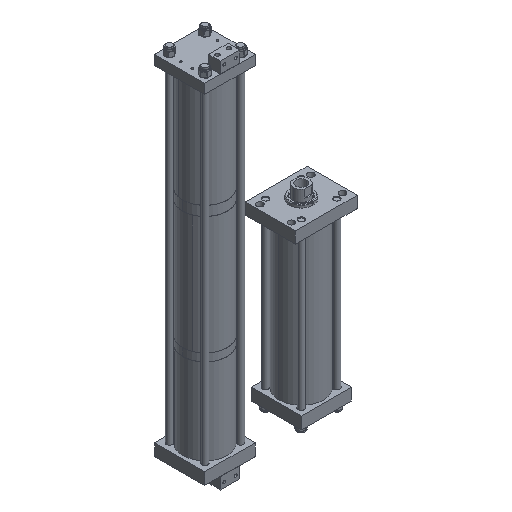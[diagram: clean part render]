
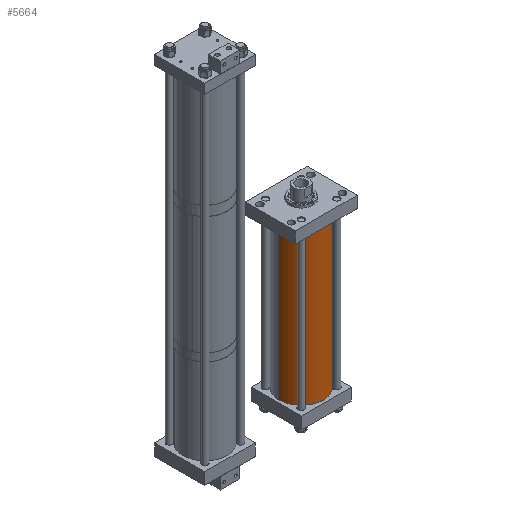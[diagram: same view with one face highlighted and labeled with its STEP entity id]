
A CAD part, isometric view. The second image highlights one B-rep face of the part: STEP entity #5664.
In plain terms, the highlighted cylindrical face has radius 73.025 mm (diameter 146.05 mm), a partial arc.
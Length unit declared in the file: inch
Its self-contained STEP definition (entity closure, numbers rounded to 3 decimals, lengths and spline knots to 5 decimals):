
#583 = CARTESIAN_POINT ( 'NONE',  ( 0., 0., 19.689 ) ) ;
#679 = VECTOR ( 'NONE', #10403, 39.37008 ) ;
#848 = VERTEX_POINT ( 'NONE', #2844 ) ;
#1740 = DIRECTION ( 'NONE',  ( 0., 0., -1. ) ) ;
#1783 = EDGE_CURVE ( 'NONE', #5152, #14534, #4439, .T. ) ;
#1917 = CARTESIAN_POINT ( 'NONE',  ( 2.875, 0., 0. ) ) ;
#2154 = VECTOR ( 'NONE', #12422, 39.37008 ) ;
#2436 = EDGE_LOOP ( 'NONE', ( #14895, #5004, #4835, #4904 ) ) ;
#2448 = AXIS2_PLACEMENT_3D ( 'NONE', #7579, #13598, #14760 ) ;
#2539 = EDGE_CURVE ( 'NONE', #5152, #5496, #12358, .T. ) ;
#2844 = CARTESIAN_POINT ( 'NONE',  ( -2.875, 0., 0. ) ) ;
#4109 = CARTESIAN_POINT ( 'NONE',  ( 0., 0., 19.689 ) ) ;
#4439 = LINE ( 'NONE', #8852, #2154 ) ;
#4544 = CARTESIAN_POINT ( 'NONE',  ( 2.875, 0., 19.689 ) ) ;
#4835 = ORIENTED_EDGE ( 'NONE', *, *, #14399, .T. ) ;
#4904 = ORIENTED_EDGE ( 'NONE', *, *, #6133, .F. ) ;
#5004 = ORIENTED_EDGE ( 'NONE', *, *, #1783, .T. ) ;
#5152 = VERTEX_POINT ( 'NONE', #4544 ) ;
#5349 = DIRECTION ( 'NONE',  ( -1., 0., 0. ) ) ;
#5496 = VERTEX_POINT ( 'NONE', #10810 ) ;
#5664 = ADVANCED_FACE ( 'NONE', ( #9038 ), #15246, .T. ) ;
#6133 = EDGE_CURVE ( 'NONE', #5496, #848, #12238, .T. ) ;
#6826 = AXIS2_PLACEMENT_3D ( 'NONE', #583, #1740, #5349 ) ;
#7579 = CARTESIAN_POINT ( 'NONE',  ( 0., 0., 0. ) ) ;
#8755 = CIRCLE ( 'NONE', #2448, 2.875 ) ;
#8852 = CARTESIAN_POINT ( 'NONE',  ( 2.875, 0., 19.689 ) ) ;
#9038 = FACE_OUTER_BOUND ( 'NONE', #2436, .T. ) ;
#10247 = DIRECTION ( 'NONE',  ( 0., 0., 1. ) ) ;
#10340 = AXIS2_PLACEMENT_3D ( 'NONE', #4109, #10247, #10404 ) ;
#10403 = DIRECTION ( 'NONE',  ( 0., 0., -1. ) ) ;
#10404 = DIRECTION ( 'NONE',  ( 1., 0., 0. ) ) ;
#10810 = CARTESIAN_POINT ( 'NONE',  ( -2.875, 0., 19.689 ) ) ;
#11705 = CARTESIAN_POINT ( 'NONE',  ( -2.875, 0., 19.689 ) ) ;
#12238 = LINE ( 'NONE', #11705, #679 ) ;
#12358 = CIRCLE ( 'NONE', #10340, 2.875 ) ;
#12422 = DIRECTION ( 'NONE',  ( 0., 0., -1. ) ) ;
#13598 = DIRECTION ( 'NONE',  ( 0., 0., 1. ) ) ;
#14399 = EDGE_CURVE ( 'NONE', #14534, #848, #8755, .T. ) ;
#14534 = VERTEX_POINT ( 'NONE', #1917 ) ;
#14760 = DIRECTION ( 'NONE',  ( 1., 0., 0. ) ) ;
#14895 = ORIENTED_EDGE ( 'NONE', *, *, #2539, .F. ) ;
#15246 = CYLINDRICAL_SURFACE ( 'NONE', #6826, 2.875 ) ;
